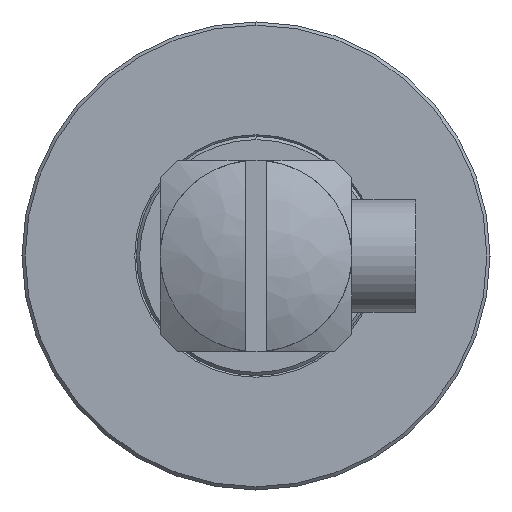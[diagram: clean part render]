
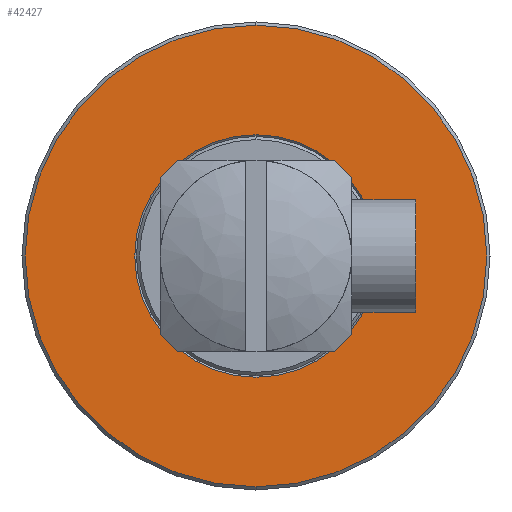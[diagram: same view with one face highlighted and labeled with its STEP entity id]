
A CAD part, left-side view. The second image highlights one B-rep face of the part: STEP entity #42427.
In plain terms, the highlighted planar face has unit normal (-1, 0, 0).
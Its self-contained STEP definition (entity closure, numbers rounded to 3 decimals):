
#2618 = AXIS2_PLACEMENT_3D ( 'NONE', #115466, #108294, #26844 ) ;
#4135 = EDGE_CURVE ( 'NONE', #60088, #47193, #77190, .T. ) ;
#9770 = EDGE_CURVE ( 'NONE', #110221, #18104, #76044, .T. ) ;
#11781 = AXIS2_PLACEMENT_3D ( 'NONE', #53522, #52941, #97572 ) ;
#11964 = EDGE_LOOP ( 'NONE', ( #32441, #111962 ) ) ;
#18104 = VERTEX_POINT ( 'NONE', #91165 ) ;
#19951 = DIRECTION ( 'NONE',  ( 0., 0., 1. ) ) ;
#25899 = DIRECTION ( 'NONE',  ( 0., 0., 1. ) ) ;
#26623 = AXIS2_PLACEMENT_3D ( 'NONE', #32648, #113514, #40978 ) ;
#26780 = AXIS2_PLACEMENT_3D ( 'NONE', #88349, #99013, #25899 ) ;
#26844 = DIRECTION ( 'NONE',  ( 0., 0., 1. ) ) ;
#28281 = CARTESIAN_POINT ( 'NONE',  ( -25.003, 0., 0. ) ) ;
#32441 = ORIENTED_EDGE ( 'NONE', *, *, #38354, .F. ) ;
#32648 = CARTESIAN_POINT ( 'NONE',  ( -25.003, 0., 0. ) ) ;
#32931 = CIRCLE ( 'NONE', #2618, 10.85 ) ;
#38354 = EDGE_CURVE ( 'NONE', #18104, #110221, #78073, .T. ) ;
#39856 = EDGE_LOOP ( 'NONE', ( #117541, #69327 ) ) ;
#40130 = DIRECTION ( 'NONE',  ( -1., 0., 0. ) ) ;
#40978 = DIRECTION ( 'NONE',  ( 0., 0., 1. ) ) ;
#42427 = ADVANCED_FACE ( 'NONE', ( #115980, #89805 ), #88052, .F. ) ;
#47193 = VERTEX_POINT ( 'NONE', #94872 ) ;
#52941 = DIRECTION ( 'NONE',  ( 1., 0., 0. ) ) ;
#53522 = CARTESIAN_POINT ( 'NONE',  ( -25.003, -10.85, 0. ) ) ;
#56168 = CARTESIAN_POINT ( 'NONE',  ( -25.003, 0., -5.7 ) ) ;
#56266 = AXIS2_PLACEMENT_3D ( 'NONE', #28281, #40130, #19951 ) ;
#60088 = VERTEX_POINT ( 'NONE', #62853 ) ;
#62853 = CARTESIAN_POINT ( 'NONE',  ( -25.003, 0., -10.85 ) ) ;
#69327 = ORIENTED_EDGE ( 'NONE', *, *, #101828, .T. ) ;
#76044 = CIRCLE ( 'NONE', #26623, 5.7 ) ;
#77190 = CIRCLE ( 'NONE', #56266, 10.85 ) ;
#78073 = CIRCLE ( 'NONE', #26780, 5.7 ) ;
#88052 = PLANE ( 'NONE',  #11781 ) ;
#88349 = CARTESIAN_POINT ( 'NONE',  ( -25.003, 0., 0. ) ) ;
#89805 = FACE_OUTER_BOUND ( 'NONE', #39856, .T. ) ;
#91165 = CARTESIAN_POINT ( 'NONE',  ( -25.003, 0., 5.7 ) ) ;
#94872 = CARTESIAN_POINT ( 'NONE',  ( -25.003, 0., 10.85 ) ) ;
#97572 = DIRECTION ( 'NONE',  ( 0., 1., 0. ) ) ;
#99013 = DIRECTION ( 'NONE',  ( -1., 0., 0. ) ) ;
#101828 = EDGE_CURVE ( 'NONE', #47193, #60088, #32931, .T. ) ;
#108294 = DIRECTION ( 'NONE',  ( -1., 0., 0. ) ) ;
#110221 = VERTEX_POINT ( 'NONE', #56168 ) ;
#111962 = ORIENTED_EDGE ( 'NONE', *, *, #9770, .F. ) ;
#113514 = DIRECTION ( 'NONE',  ( -1., 0., 0. ) ) ;
#115466 = CARTESIAN_POINT ( 'NONE',  ( -25.003, 0., 0. ) ) ;
#115980 = FACE_BOUND ( 'NONE', #11964, .T. ) ;
#117541 = ORIENTED_EDGE ( 'NONE', *, *, #4135, .T. ) ;
